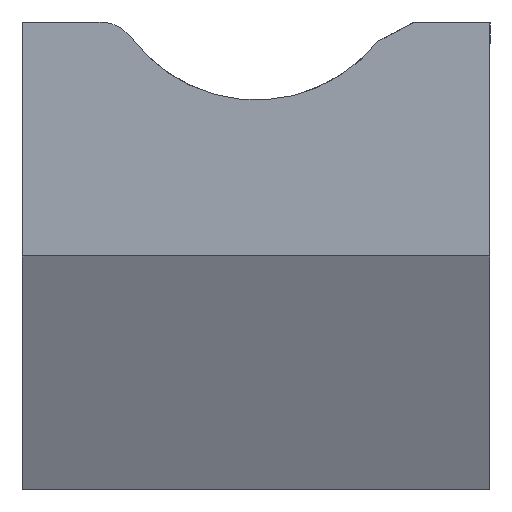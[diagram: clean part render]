
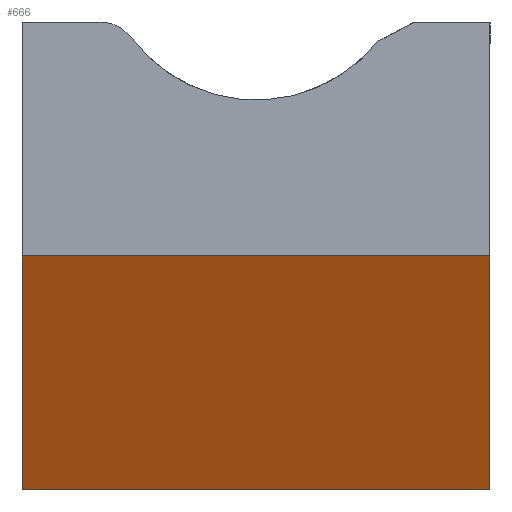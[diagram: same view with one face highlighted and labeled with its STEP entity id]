
A CAD part, left-side view. The second image highlights one B-rep face of the part: STEP entity #666.
In plain terms, the highlighted planar face has unit normal (-0.9, 0, -0.435).
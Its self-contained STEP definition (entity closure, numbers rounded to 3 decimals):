
#33=PLANE('',#725);
#62=LINE('',#1378,#115);
#78=LINE('',#1409,#131);
#82=LINE('',#1418,#135);
#83=LINE('',#1419,#136);
#115=VECTOR('',#818,10.);
#131=VECTOR('',#844,10.);
#135=VECTOR('',#852,10.);
#136=VECTOR('',#853,10.);
#184=FACE_OUTER_BOUND('',#220,.T.);
#220=EDGE_LOOP('',(#583,#584,#585,#586));
#314=VERTEX_POINT('',#1375);
#315=VERTEX_POINT('',#1377);
#325=VERTEX_POINT('',#1407);
#328=VERTEX_POINT('',#1417);
#400=EDGE_CURVE('',#314,#315,#62,.T.);
#416=EDGE_CURVE('',#325,#314,#78,.T.);
#420=EDGE_CURVE('',#328,#325,#82,.T.);
#421=EDGE_CURVE('',#315,#328,#83,.T.);
#583=ORIENTED_EDGE('',*,*,#400,.F.);
#584=ORIENTED_EDGE('',*,*,#416,.F.);
#585=ORIENTED_EDGE('',*,*,#420,.F.);
#586=ORIENTED_EDGE('',*,*,#421,.F.);
#666=ADVANCED_FACE('',(#184),#33,.F.);
#725=AXIS2_PLACEMENT_3D('',#1416,#850,#851);
#818=DIRECTION('',(0.435,0.,-0.9));
#844=DIRECTION('',(0.,-1.,0.));
#850=DIRECTION('center_axis',(0.9,0.,0.435));
#851=DIRECTION('ref_axis',(-0.435,0.,0.9));
#852=DIRECTION('',(-0.435,0.,0.9));
#853=DIRECTION('',(0.,1.,0.));
#1375=CARTESIAN_POINT('',(-15.,-6.,0.));
#1377=CARTESIAN_POINT('',(-12.1,-6.,-6.));
#1378=CARTESIAN_POINT('',(-13.305,-6.,-3.507));
#1407=CARTESIAN_POINT('',(-15.,6.,0.));
#1409=CARTESIAN_POINT('',(-15.,3.,0.));
#1416=CARTESIAN_POINT('Origin',(-12.1,6.,-6.));
#1417=CARTESIAN_POINT('',(-12.1,6.,-6.));
#1418=CARTESIAN_POINT('',(-10.954,6.,-8.37));
#1419=CARTESIAN_POINT('',(-12.1,0.,-6.));
